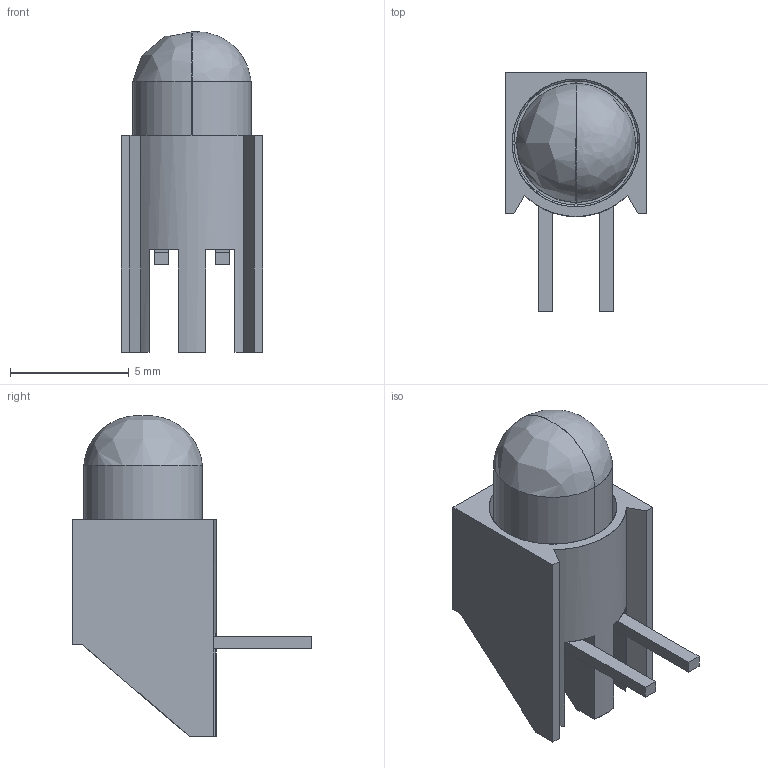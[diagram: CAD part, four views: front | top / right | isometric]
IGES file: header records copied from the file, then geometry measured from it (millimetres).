
Start section: SolidWorks IGES file using analytic representation for surfaces
Global section: file name: 5300H_5302H_5308H_Series.IGS; native system: SolidWorks 2018; preprocessor: SolidWorks 2018; author: chwang; date: 190515.151913; units: inch
Bounding box: 5.96 x 10.09 x 13.52 mm (x, y, z)
Surface area: 584.9 mm2 (no closed solid volume)
Topology: 0 solids, 0 shells, 197 faces, 1670 edges, 1668 vertices
Faces by surface type: bspline 181, revolution 16
